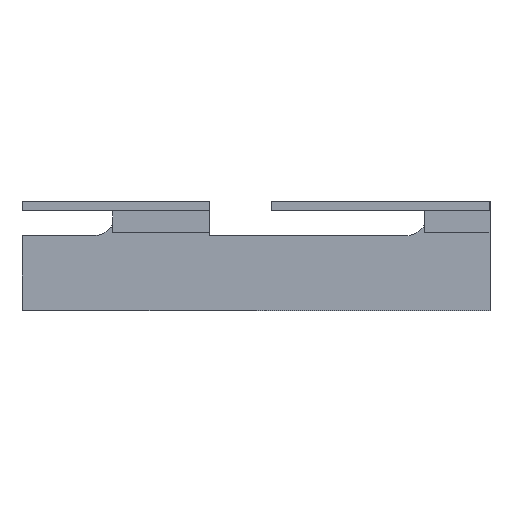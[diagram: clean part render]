
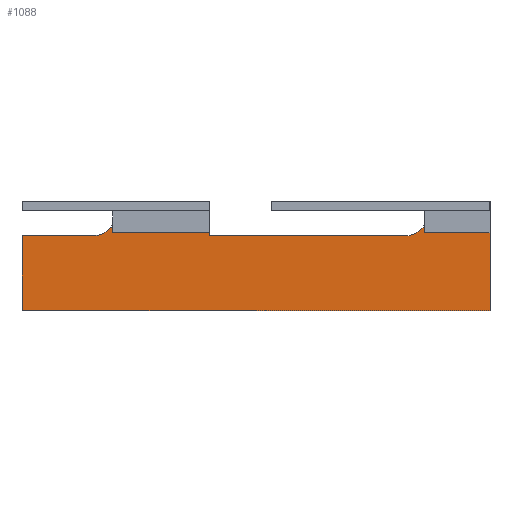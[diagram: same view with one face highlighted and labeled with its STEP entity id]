
A CAD part, left-side view. The second image highlights one B-rep face of the part: STEP entity #1088.
In plain terms, the highlighted planar face has unit normal (-1, 0, 0).
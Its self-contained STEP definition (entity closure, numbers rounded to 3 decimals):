
#5 = CARTESIAN_POINT ( 'NONE',  ( -32.5, 75., 12. ) ) ;
#9 = EDGE_CURVE ( 'NONE', #2547, #644, #1734, .T. ) ;
#49 = DIRECTION ( 'NONE',  ( 0., -1., 0. ) ) ;
#70 = CARTESIAN_POINT ( 'NONE',  ( -32.5, 60.431, 13.818 ) ) ;
#108 = ORIENTED_EDGE ( 'NONE', *, *, #797, .T. ) ;
#158 = LINE ( 'NONE', #1961, #2555 ) ;
#172 = CARTESIAN_POINT ( 'NONE',  ( -32.5, 45., 12. ) ) ;
#196 = VERTEX_POINT ( 'NONE', #614 ) ;
#222 = CARTESIAN_POINT ( 'NONE',  ( -32.5, 75., 1.51 ) ) ;
#236 = CARTESIAN_POINT ( 'NONE',  ( -32.5, 75., 0. ) ) ;
#239 = VERTEX_POINT ( 'NONE', #1051 ) ;
#258 = EDGE_CURVE ( 'NONE', #984, #289, #2684, .T. ) ;
#268 = VECTOR ( 'NONE', #2073, 1000. ) ;
#271 = ORIENTED_EDGE ( 'NONE', *, *, #2417, .T. ) ;
#283 = VERTEX_POINT ( 'NONE', #910 ) ;
#289 = VERTEX_POINT ( 'NONE', #1850 ) ;
#292 = AXIS2_PLACEMENT_3D ( 'NONE', #586, #1297, #1617 ) ;
#305 = LINE ( 'NONE', #791, #2016 ) ;
#395 = ORIENTED_EDGE ( 'NONE', *, *, #258, .F. ) ;
#416 = EDGE_CURVE ( 'NONE', #196, #289, #158, .T. ) ;
#586 = CARTESIAN_POINT ( 'NONE',  ( -32.5, 13.5, 15.5 ) ) ;
#613 = EDGE_CURVE ( 'NONE', #2467, #283, #2457, .T. ) ;
#614 = CARTESIAN_POINT ( 'NONE',  ( -32.5, 75., 0. ) ) ;
#633 = CARTESIAN_POINT ( 'NONE',  ( -32.5, 0., 1.51 ) ) ;
#635 = CIRCLE ( 'NONE', #1062, 3.5 ) ;
#643 = CARTESIAN_POINT ( 'NONE',  ( -32.5, 75., 1.51 ) ) ;
#644 = VERTEX_POINT ( 'NONE', #963 ) ;
#725 = CARTESIAN_POINT ( 'NONE',  ( -32.5, 60.431, 0. ) ) ;
#730 = EDGE_CURVE ( 'NONE', #1740, #2450, #1272, .T. ) ;
#791 = CARTESIAN_POINT ( 'NONE',  ( -32.5, 75., 12.5 ) ) ;
#797 = EDGE_CURVE ( 'NONE', #2242, #644, #305, .T. ) ;
#803 = VECTOR ( 'NONE', #1774, 1000. ) ;
#845 = CARTESIAN_POINT ( 'NONE',  ( -32.5, 86.5, 12. ) ) ;
#894 = VECTOR ( 'NONE', #2774, 1000. ) ;
#910 = CARTESIAN_POINT ( 'NONE',  ( -32.5, 13.5, 12. ) ) ;
#963 = CARTESIAN_POINT ( 'NONE',  ( -32.5, 60.431, 12.5 ) ) ;
#984 = VERTEX_POINT ( 'NONE', #633 ) ;
#998 = VECTOR ( 'NONE', #3153, 1000. ) ;
#1005 = DIRECTION ( 'NONE',  ( 0., 0., -1. ) ) ;
#1006 = CARTESIAN_POINT ( 'NONE',  ( -32.5, 63.5, 15.5 ) ) ;
#1051 = CARTESIAN_POINT ( 'NONE',  ( -32.5, 0., 12.5 ) ) ;
#1062 = AXIS2_PLACEMENT_3D ( 'NONE', #1006, #2438, #2118 ) ;
#1082 = ORIENTED_EDGE ( 'NONE', *, *, #2966, .F. ) ;
#1088 = ADVANCED_FACE ( 'NONE', ( #2301 ), #1399, .T. ) ;
#1122 = CARTESIAN_POINT ( 'NONE',  ( -32.5, 0., 1.51 ) ) ;
#1272 = LINE ( 'NONE', #236, #2909 ) ;
#1297 = DIRECTION ( 'NONE',  ( 1., 0., 0. ) ) ;
#1318 = VECTOR ( 'NONE', #1005, 1000. ) ;
#1372 = ORIENTED_EDGE ( 'NONE', *, *, #613, .T. ) ;
#1399 = PLANE ( 'NONE',  #1884 ) ;
#1439 = CARTESIAN_POINT ( 'NONE',  ( -32.5, 10.432, 12.5 ) ) ;
#1505 = CARTESIAN_POINT ( 'NONE',  ( -32.5, 36.5, 12. ) ) ;
#1561 = CARTESIAN_POINT ( 'NONE',  ( -32.5, 63.5, 12. ) ) ;
#1617 = DIRECTION ( 'NONE',  ( 0., 0., -1. ) ) ;
#1648 = EDGE_CURVE ( 'NONE', #1796, #1740, #3214, .T. ) ;
#1682 = LINE ( 'NONE', #2840, #894 ) ;
#1685 = LINE ( 'NONE', #3327, #2607 ) ;
#1734 = LINE ( 'NONE', #725, #998 ) ;
#1740 = VERTEX_POINT ( 'NONE', #5 ) ;
#1758 = EDGE_CURVE ( 'NONE', #2547, #1796, #635, .T. ) ;
#1774 = DIRECTION ( 'NONE',  ( 0., 1., 0. ) ) ;
#1796 = VERTEX_POINT ( 'NONE', #1561 ) ;
#1806 = DIRECTION ( 'NONE',  ( 0., 0., 1. ) ) ;
#1850 = CARTESIAN_POINT ( 'NONE',  ( -32.5, 0., 0. ) ) ;
#1856 = VERTEX_POINT ( 'NONE', #172 ) ;
#1884 = AXIS2_PLACEMENT_3D ( 'NONE', #2055, #2168, #2178 ) ;
#1913 = ORIENTED_EDGE ( 'NONE', *, *, #9, .F. ) ;
#1961 = CARTESIAN_POINT ( 'NONE',  ( -32.5, 75., 0. ) ) ;
#2016 = VECTOR ( 'NONE', #2054, 1000. ) ;
#2019 = ORIENTED_EDGE ( 'NONE', *, *, #3300, .T. ) ;
#2054 = DIRECTION ( 'NONE',  ( 0., 1., 0. ) ) ;
#2055 = CARTESIAN_POINT ( 'NONE',  ( -32.5, 75., 0. ) ) ;
#2073 = DIRECTION ( 'NONE',  ( 0., 1., 0. ) ) ;
#2115 = EDGE_LOOP ( 'NONE', ( #2540, #1372, #2136, #2726, #108, #1913, #2752, #2807, #3137, #2019, #2586, #395, #1082, #271 ) ) ;
#2118 = DIRECTION ( 'NONE',  ( 0., 0., -1. ) ) ;
#2136 = ORIENTED_EDGE ( 'NONE', *, *, #3258, .T. ) ;
#2168 = DIRECTION ( 'NONE',  ( -1., 0., 0. ) ) ;
#2170 = VECTOR ( 'NONE', #3263, 1000. ) ;
#2178 = DIRECTION ( 'NONE',  ( 0., 0., 1. ) ) ;
#2194 = VECTOR ( 'NONE', #2225, 1000. ) ;
#2225 = DIRECTION ( 'NONE',  ( 0., 1., 0. ) ) ;
#2242 = VERTEX_POINT ( 'NONE', #3213 ) ;
#2301 = FACE_OUTER_BOUND ( 'NONE', #2115, .T. ) ;
#2309 = VERTEX_POINT ( 'NONE', #1439 ) ;
#2325 = CARTESIAN_POINT ( 'NONE',  ( -32.5, 75., 12.5 ) ) ;
#2402 = DIRECTION ( 'NONE',  ( 0., 0., -1. ) ) ;
#2417 = EDGE_CURVE ( 'NONE', #239, #2309, #2928, .T. ) ;
#2438 = DIRECTION ( 'NONE',  ( 1., 0., 0. ) ) ;
#2450 = VERTEX_POINT ( 'NONE', #643 ) ;
#2457 = CIRCLE ( 'NONE', #292, 3.5 ) ;
#2467 = VERTEX_POINT ( 'NONE', #2495 ) ;
#2489 = VECTOR ( 'NONE', #2402, 1000. ) ;
#2495 = CARTESIAN_POINT ( 'NONE',  ( -32.5, 10.432, 13.816 ) ) ;
#2501 = DIRECTION ( 'NONE',  ( 0., 0., -1. ) ) ;
#2540 = ORIENTED_EDGE ( 'NONE', *, *, #3220, .F. ) ;
#2547 = VERTEX_POINT ( 'NONE', #70 ) ;
#2555 = VECTOR ( 'NONE', #49, 1000. ) ;
#2586 = ORIENTED_EDGE ( 'NONE', *, *, #416, .T. ) ;
#2607 = VECTOR ( 'NONE', #1806, 1000. ) ;
#2610 = LINE ( 'NONE', #2620, #2489 ) ;
#2620 = CARTESIAN_POINT ( 'NONE',  ( -32.5, 0., 0. ) ) ;
#2684 = LINE ( 'NONE', #1122, #2170 ) ;
#2726 = ORIENTED_EDGE ( 'NONE', *, *, #3317, .T. ) ;
#2752 = ORIENTED_EDGE ( 'NONE', *, *, #1758, .T. ) ;
#2774 = DIRECTION ( 'NONE',  ( 0., 0., -1. ) ) ;
#2807 = ORIENTED_EDGE ( 'NONE', *, *, #1648, .T. ) ;
#2840 = CARTESIAN_POINT ( 'NONE',  ( -32.5, 10.432, 0. ) ) ;
#2909 = VECTOR ( 'NONE', #2501, 1000. ) ;
#2928 = LINE ( 'NONE', #2325, #268 ) ;
#2946 = LINE ( 'NONE', #222, #1318 ) ;
#2950 = LINE ( 'NONE', #1505, #803 ) ;
#2966 = EDGE_CURVE ( 'NONE', #239, #984, #2610, .T. ) ;
#3137 = ORIENTED_EDGE ( 'NONE', *, *, #730, .T. ) ;
#3153 = DIRECTION ( 'NONE',  ( 0., 0., -1. ) ) ;
#3213 = CARTESIAN_POINT ( 'NONE',  ( -32.5, 45., 12.5 ) ) ;
#3214 = LINE ( 'NONE', #845, #2194 ) ;
#3220 = EDGE_CURVE ( 'NONE', #2467, #2309, #1682, .T. ) ;
#3258 = EDGE_CURVE ( 'NONE', #283, #1856, #2950, .T. ) ;
#3263 = DIRECTION ( 'NONE',  ( 0., 0., -1. ) ) ;
#3300 = EDGE_CURVE ( 'NONE', #2450, #196, #2946, .T. ) ;
#3317 = EDGE_CURVE ( 'NONE', #1856, #2242, #1685, .T. ) ;
#3327 = CARTESIAN_POINT ( 'NONE',  ( -32.5, 45., 27.75 ) ) ;
